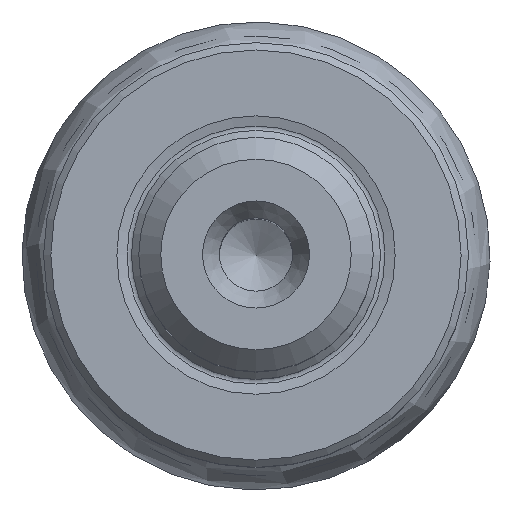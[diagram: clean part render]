
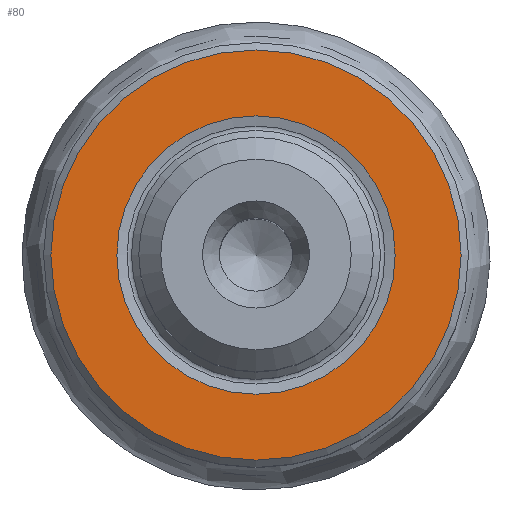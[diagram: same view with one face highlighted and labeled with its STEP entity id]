
A CAD part, top view. The second image highlights one B-rep face of the part: STEP entity #80.
In plain terms, the highlighted planar face has unit normal (0, 0, 1).
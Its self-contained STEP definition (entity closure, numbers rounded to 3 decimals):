
#80=ADVANCED_FACE('',(#109,#110),#106,.T.);
#106=PLANE('',#332);
#109=FACE_BOUND('',#158,.T.);
#110=FACE_BOUND('',#159,.T.);
#158=EDGE_LOOP('',(#206));
#159=EDGE_LOOP('',(#207));
#206=ORIENTED_EDGE('',*,*,#280,.T.);
#207=ORIENTED_EDGE('',*,*,#281,.T.);
#254=VERTEX_POINT('',#485);
#255=VERTEX_POINT('',#487);
#280=EDGE_CURVE('',#254,#254,#304,.T.);
#281=EDGE_CURVE('',#255,#255,#305,.T.);
#304=CIRCLE('',#330,14.);
#305=CIRCLE('',#331,9.499);
#330=AXIS2_PLACEMENT_3D('',#484,#382,#383);
#331=AXIS2_PLACEMENT_3D('',#486,#384,#385);
#332=AXIS2_PLACEMENT_3D('',#488,#386,#387);
#382=DIRECTION('',(0.,0.,1.));
#383=DIRECTION('',(1.,0.,0.));
#384=DIRECTION('',(0.,0.,-1.));
#385=DIRECTION('',(-1.,0.,0.));
#386=DIRECTION('',(0.,0.,1.));
#387=DIRECTION('',(1.,0.,0.));
#484=CARTESIAN_POINT('',(0.,0.,0.));
#485=CARTESIAN_POINT('',(14.,0.,0.));
#486=CARTESIAN_POINT('',(0.,0.,0.));
#487=CARTESIAN_POINT('',(-9.499,0.,0.));
#488=CARTESIAN_POINT('',(0.,0.,0.));
